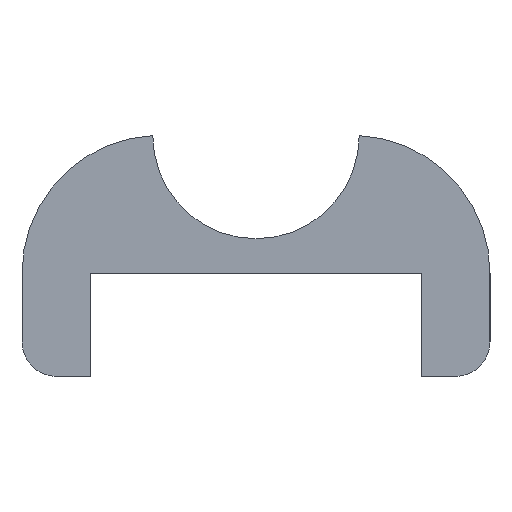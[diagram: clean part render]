
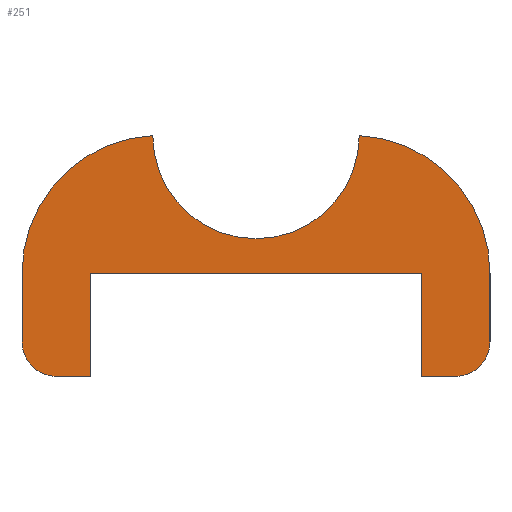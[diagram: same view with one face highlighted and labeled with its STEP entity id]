
A CAD part, left-side view. The second image highlights one B-rep face of the part: STEP entity #251.
In plain terms, the highlighted planar face has unit normal (-1, 0, 0).
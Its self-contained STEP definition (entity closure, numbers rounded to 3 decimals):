
#20=FACE_OUTER_BOUND('',#34,.T.);
#34=EDGE_LOOP('',(#170,#171,#172,#173,#174,#175,#176,#177,#178,#179,#180,
#181));
#48=CIRCLE('',#280,0.5);
#49=CIRCLE('',#281,0.5);
#50=CIRCLE('',#282,2.);
#51=CIRCLE('',#283,1.5);
#52=CIRCLE('',#284,2.);
#58=LINE('',#383,#84);
#59=LINE('',#387,#85);
#60=LINE('',#389,#86);
#61=LINE('',#391,#87);
#62=LINE('',#393,#88);
#63=LINE('',#395,#89);
#64=LINE('',#399,#90);
#84=VECTOR('',#307,10.);
#85=VECTOR('',#310,10.);
#86=VECTOR('',#311,10.);
#87=VECTOR('',#312,10.);
#88=VECTOR('',#313,10.);
#89=VECTOR('',#314,10.);
#90=VECTOR('',#317,10.);
#110=VERTEX_POINT('',#381);
#111=VERTEX_POINT('',#382);
#112=VERTEX_POINT('',#384);
#113=VERTEX_POINT('',#386);
#114=VERTEX_POINT('',#388);
#115=VERTEX_POINT('',#390);
#116=VERTEX_POINT('',#392);
#117=VERTEX_POINT('',#394);
#118=VERTEX_POINT('',#396);
#119=VERTEX_POINT('',#398);
#120=VERTEX_POINT('',#400);
#121=VERTEX_POINT('',#402);
#134=EDGE_CURVE('',#110,#111,#58,.T.);
#135=EDGE_CURVE('',#112,#110,#48,.T.);
#136=EDGE_CURVE('',#113,#112,#59,.T.);
#137=EDGE_CURVE('',#114,#113,#60,.T.);
#138=EDGE_CURVE('',#115,#114,#61,.T.);
#139=EDGE_CURVE('',#116,#115,#62,.T.);
#140=EDGE_CURVE('',#117,#116,#63,.T.);
#141=EDGE_CURVE('',#118,#117,#49,.T.);
#142=EDGE_CURVE('',#119,#118,#64,.T.);
#143=EDGE_CURVE('',#120,#119,#50,.T.);
#144=EDGE_CURVE('',#121,#120,#51,.T.);
#145=EDGE_CURVE('',#111,#121,#52,.T.);
#170=ORIENTED_EDGE('',*,*,#134,.F.);
#171=ORIENTED_EDGE('',*,*,#135,.F.);
#172=ORIENTED_EDGE('',*,*,#136,.F.);
#173=ORIENTED_EDGE('',*,*,#137,.F.);
#174=ORIENTED_EDGE('',*,*,#138,.F.);
#175=ORIENTED_EDGE('',*,*,#139,.F.);
#176=ORIENTED_EDGE('',*,*,#140,.F.);
#177=ORIENTED_EDGE('',*,*,#141,.F.);
#178=ORIENTED_EDGE('',*,*,#142,.F.);
#179=ORIENTED_EDGE('',*,*,#143,.F.);
#180=ORIENTED_EDGE('',*,*,#144,.F.);
#181=ORIENTED_EDGE('',*,*,#145,.F.);
#242=PLANE('',#279);
#251=ADVANCED_FACE('',(#20),#242,.F.);
#279=AXIS2_PLACEMENT_3D('',#380,#305,#306);
#280=AXIS2_PLACEMENT_3D('',#385,#308,#309);
#281=AXIS2_PLACEMENT_3D('',#397,#315,#316);
#282=AXIS2_PLACEMENT_3D('',#401,#318,#319);
#283=AXIS2_PLACEMENT_3D('',#403,#320,#321);
#284=AXIS2_PLACEMENT_3D('',#404,#322,#323);
#305=DIRECTION('center_axis',(1.,0.,0.));
#306=DIRECTION('ref_axis',(0.,0.,-1.));
#307=DIRECTION('',(0.,0.,1.));
#308=DIRECTION('center_axis',(1.,0.,0.));
#309=DIRECTION('ref_axis',(0.,1.,0.));
#310=DIRECTION('',(0.,1.,0.));
#311=DIRECTION('',(0.,0.,-1.));
#312=DIRECTION('',(0.,1.,0.));
#313=DIRECTION('',(0.,0.,1.));
#314=DIRECTION('',(0.,1.,0.));
#315=DIRECTION('center_axis',(1.,0.,0.));
#316=DIRECTION('ref_axis',(0.,0.,-1.));
#317=DIRECTION('',(0.,0.,-1.));
#318=DIRECTION('center_axis',(1.,0.,0.));
#319=DIRECTION('ref_axis',(0.,-1.,0.));
#320=DIRECTION('center_axis',(-1.,0.,0.));
#321=DIRECTION('ref_axis',(0.,-1.,0.));
#322=DIRECTION('center_axis',(1.,0.,0.));
#323=DIRECTION('ref_axis',(0.,0.,1.));
#380=CARTESIAN_POINT('Origin',(210.,-358.,304.649));
#381=CARTESIAN_POINT('',(210.,-354.6,303.4));
#382=CARTESIAN_POINT('',(210.,-354.6,304.4));
#383=CARTESIAN_POINT('',(210.,-354.6,304.024));
#384=CARTESIAN_POINT('',(210.,-355.1,302.9));
#385=CARTESIAN_POINT('Origin',(210.,-355.1,303.4));
#386=CARTESIAN_POINT('',(210.,-355.6,302.9));
#387=CARTESIAN_POINT('',(210.,-356.8,302.9));
#388=CARTESIAN_POINT('',(210.,-355.6,304.4));
#389=CARTESIAN_POINT('',(210.,-355.6,304.524));
#390=CARTESIAN_POINT('',(210.,-360.4,304.4));
#391=CARTESIAN_POINT('',(210.,-359.2,304.4));
#392=CARTESIAN_POINT('',(210.,-360.4,302.9));
#393=CARTESIAN_POINT('',(210.,-360.4,303.774));
#394=CARTESIAN_POINT('',(210.,-360.9,302.9));
#395=CARTESIAN_POINT('',(210.,-359.45,302.9));
#396=CARTESIAN_POINT('',(210.,-361.4,303.4));
#397=CARTESIAN_POINT('Origin',(210.,-360.9,303.4));
#398=CARTESIAN_POINT('',(210.,-361.4,304.4));
#399=CARTESIAN_POINT('',(210.,-361.4,304.524));
#400=CARTESIAN_POINT('',(210.,-359.5,306.398));
#401=CARTESIAN_POINT('Origin',(210.,-359.4,304.4));
#402=CARTESIAN_POINT('',(210.,-356.5,306.398));
#403=CARTESIAN_POINT('Origin',(210.,-358.,306.4));
#404=CARTESIAN_POINT('Origin',(210.,-356.6,304.4));
